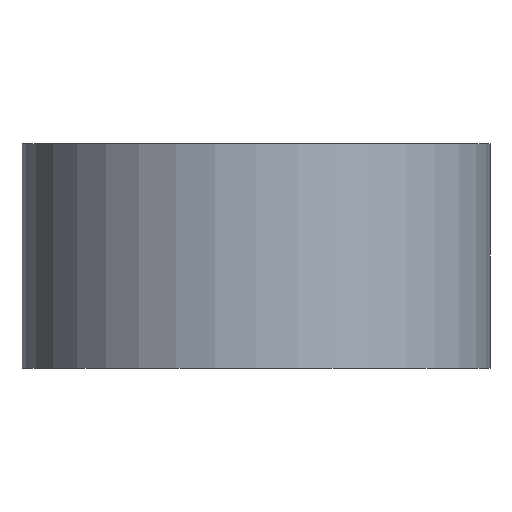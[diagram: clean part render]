
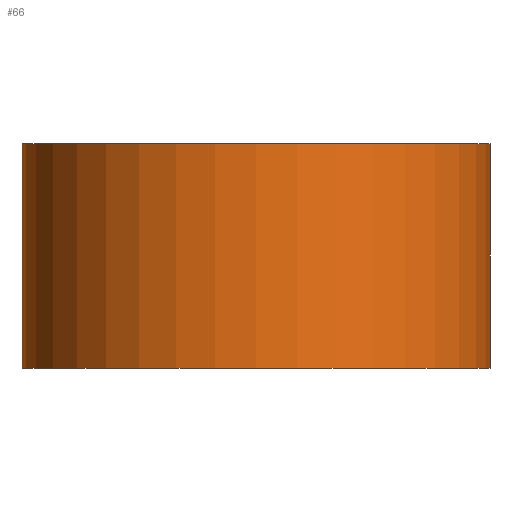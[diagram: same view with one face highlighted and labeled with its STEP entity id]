
A CAD part, front view. The second image highlights one B-rep face of the part: STEP entity #66.
In plain terms, the highlighted cylindrical face has radius 7.5 mm (diameter 15 mm), a full revolution.
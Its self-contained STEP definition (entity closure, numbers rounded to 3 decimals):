
#15=CYLINDRICAL_SURFACE('',#89,7.5);
#18=LINE('',#127,#20);
#20=VECTOR('',#111,7.5);
#26=FACE_OUTER_BOUND('',#32,.T.);
#32=EDGE_LOOP('',(#55,#56,#57,#58));
#34=CIRCLE('',#84,7.5);
#36=CIRCLE('',#88,7.5);
#38=VERTEX_POINT('',#117);
#40=VERTEX_POINT('',#124);
#42=EDGE_CURVE('',#38,#38,#34,.T.);
#45=EDGE_CURVE('',#40,#40,#36,.T.);
#46=EDGE_CURVE('',#40,#38,#18,.T.);
#55=ORIENTED_EDGE('',*,*,#45,.F.);
#56=ORIENTED_EDGE('',*,*,#46,.T.);
#57=ORIENTED_EDGE('',*,*,#42,.F.);
#58=ORIENTED_EDGE('',*,*,#46,.F.);
#66=ADVANCED_FACE('',(#26),#15,.T.);
#84=AXIS2_PLACEMENT_3D('',#118,#98,#99);
#88=AXIS2_PLACEMENT_3D('',#125,#107,#108);
#89=AXIS2_PLACEMENT_3D('',#126,#109,#110);
#98=DIRECTION('center_axis',(0.,0.,-1.));
#99=DIRECTION('ref_axis',(1.,0.,0.));
#107=DIRECTION('center_axis',(0.,0.,1.));
#108=DIRECTION('ref_axis',(1.,0.,0.));
#109=DIRECTION('center_axis',(0.,0.,1.));
#110=DIRECTION('ref_axis',(1.,0.,0.));
#111=DIRECTION('',(0.,0.,-1.));
#117=CARTESIAN_POINT('',(-7.5,0.,-3.));
#118=CARTESIAN_POINT('Origin',(0.,0.,-3.));
#124=CARTESIAN_POINT('',(-7.5,0.,4.2));
#125=CARTESIAN_POINT('Origin',(0.,0.,4.2));
#126=CARTESIAN_POINT('Origin',(0.,0.,0.));
#127=CARTESIAN_POINT('',(-7.5,0.,0.));
